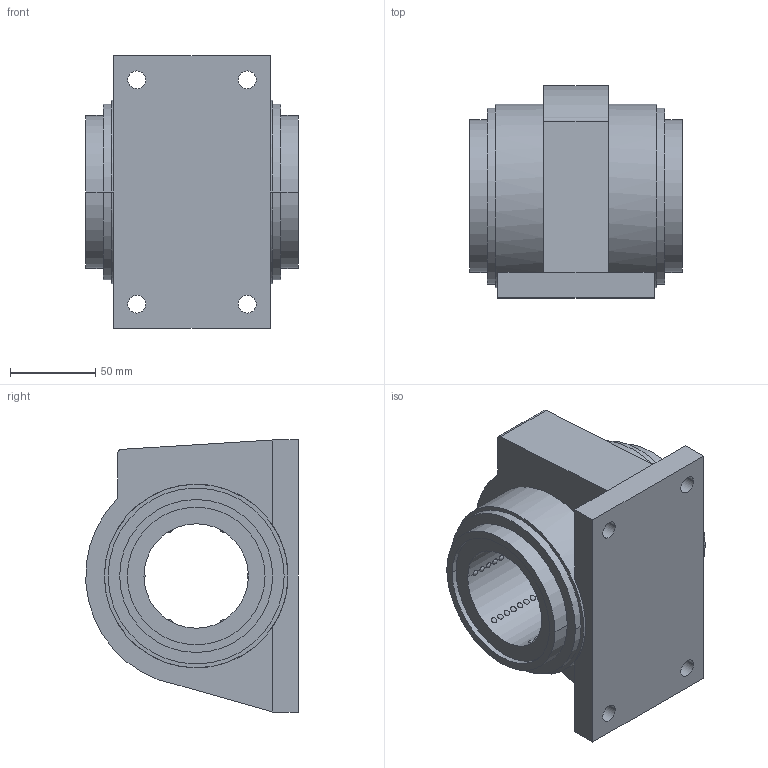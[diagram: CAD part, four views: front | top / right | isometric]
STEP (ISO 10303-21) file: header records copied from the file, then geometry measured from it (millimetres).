
FILE_DESCRIPTION((''),'2;1');
FILE_NAME('','2007-10-24T',(''),(''),'PRO/ENGINEER BY PARAMETRIC TECHNOLOGY CORPORATION, 2004280','PRO/ENGINEER BY PARAMETRIC TECHNOLOGY CORPORATION, 2004280','');
FILE_SCHEMA(('CONFIG_CONTROL_DESIGN'));
Length unit declared in the file: millimetre
Bounding box: 125 x 124.89 x 160 mm (x, y, z)
Volume: 1086675.5 mm3; surface area: 113238.3 mm2
Topology: 1 solids, 1 shells, 170 faces, 402 edges, 320 vertices
Faces by surface type: sphere 120, cylinder 28, plane 22
Entity records: 16752 total; most frequent: CARTESIAN_POINT 13012, ORIENTED_EDGE 804, DIRECTION 562, EDGE_CURVE 402, VERTEX_POINT 320, EDGE_LOOP 266, B_SPLINE_CURVE_WITH_KNOTS 240, AXIS2_PLACEMENT_3D 230
